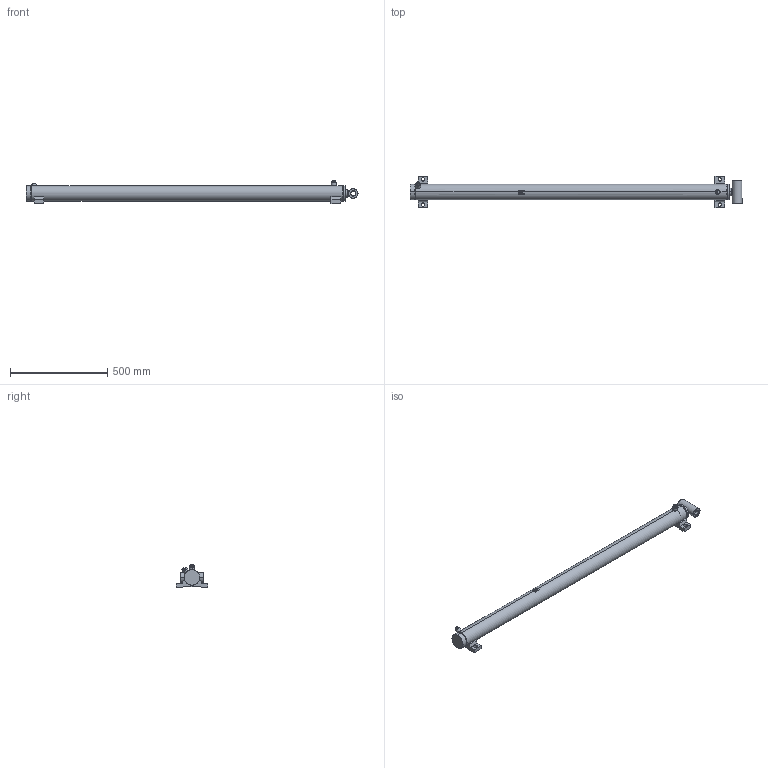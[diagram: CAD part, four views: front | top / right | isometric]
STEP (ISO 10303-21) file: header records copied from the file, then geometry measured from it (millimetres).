
FILE_DESCRIPTION (( 'STEP AP214' ), '1' );
FILE_NAME ('CFGCY0079635-Cylinder.step', '2026-03-09T07:59:09', ( 'Kramp IT' ), ( 'Kramp' ), 'SwSTEP 2.0', 'SolidWorks 2025', '' );
FILE_SCHEMA (( 'AUTOMOTIVE_DESIGN' ));
Length unit declared in the file: millimetre
Products named in the file (20): DS2906015; Tube_Simplified; Rod-WA_Simplified; DS2907004VM_Simplified; DS2907004_Simplified; CFGCY0079635-Cylinder; ATT-NONE; SP06M; DS3907001A; MATE-AID; SIDELUG; LSN06E; Tube-WA_Simplified; BUSH-RD; DS2907013040VM_Simplified; DS2907013040_Simplified; Rod_Simplified; Tube-MA_Simplified; BUSHVM-RD
Assembly tree (20 placements, depth 4):
  CFGCY0079635-Cylinder
    Tube-WA_Simplified
      Tube-MA_Simplified
        Tube_Simplified
        LSN06E
        SIDELUG
      LSN06E
      DS3907001A
        DS3907001A
      SIDELUG
    Rod-WA_Simplified
      Rod_Simplified
      BUSHVM-RD
        BUSH-RD
    DS2907013040VM_Simplified
      DS2907013040_Simplified
    DS2907004VM_Simplified
      DS2907004_Simplified
    DS2906015
    SP06M  x2
  ATT-NONE
  MATE-AID
Bounding box: 1706 x 160 x 119 mm (x, y, z)
Volume: 4808646 mm3; surface area: 1122737.2 mm2
Topology: 13 solids, 13 shells, 372 faces, 850 edges, 540 vertices
Faces by surface type: plane 163, cylinder 119, cone 62, torus 24, bspline 4
Entity records: 8432 total; most frequent: CARTESIAN_POINT 1650, DIRECTION 1436, ORIENTED_EDGE 1208, EDGE_CURVE 604, AXIS2_PLACEMENT_3D 564, VERTEX_POINT 382, EDGE_LOOP 316, LINE 308
